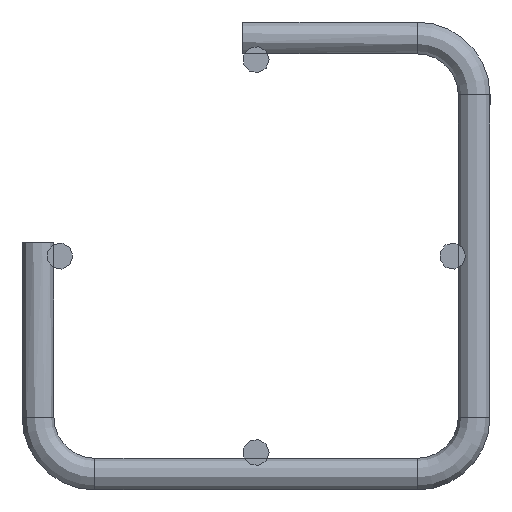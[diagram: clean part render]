
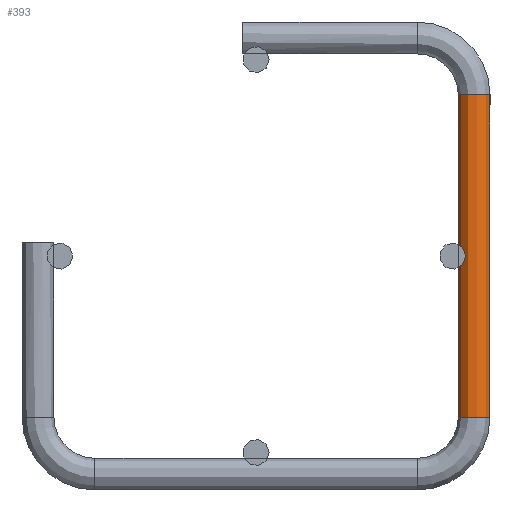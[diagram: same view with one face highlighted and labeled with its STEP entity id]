
A CAD part, left-side view. The second image highlights one B-rep face of the part: STEP entity #393.
In plain terms, the highlighted cylindrical face has radius 1.95 mm (diameter 3.9 mm), a full revolution.
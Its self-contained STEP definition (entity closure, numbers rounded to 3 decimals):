
#181=FACE_OUTER_BOUND('',#202,.T.);
#202=EDGE_LOOP('',(#340,#341,#342,#343,#344,#345));
#214=LINE('',#707,#222);
#222=VECTOR('',#555,1.95);
#237=CIRCLE('',#434,1.95);
#238=CIRCLE('',#435,1.95);
#239=CIRCLE('',#437,1.95);
#240=CIRCLE('',#438,1.95);
#261=VERTEX_POINT('',#700);
#262=VERTEX_POINT('',#702);
#263=VERTEX_POINT('',#706);
#264=VERTEX_POINT('',#708);
#289=EDGE_CURVE('',#261,#262,#237,.T.);
#290=EDGE_CURVE('',#262,#261,#238,.T.);
#291=EDGE_CURVE('',#262,#263,#214,.T.);
#292=EDGE_CURVE('',#263,#264,#239,.T.);
#293=EDGE_CURVE('',#264,#263,#240,.T.);
#340=ORIENTED_EDGE('',*,*,#290,.F.);
#341=ORIENTED_EDGE('',*,*,#291,.T.);
#342=ORIENTED_EDGE('',*,*,#292,.T.);
#343=ORIENTED_EDGE('',*,*,#293,.T.);
#344=ORIENTED_EDGE('',*,*,#291,.F.);
#345=ORIENTED_EDGE('',*,*,#289,.F.);
#376=CYLINDRICAL_SURFACE('',#436,1.95);
#393=ADVANCED_FACE('',(#181),#376,.T.);
#434=AXIS2_PLACEMENT_3D('',#703,#549,#550);
#435=AXIS2_PLACEMENT_3D('',#704,#551,#552);
#436=AXIS2_PLACEMENT_3D('',#705,#553,#554);
#437=AXIS2_PLACEMENT_3D('',#709,#556,#557);
#438=AXIS2_PLACEMENT_3D('',#710,#558,#559);
#549=DIRECTION('center_axis',(0.,0.,1.));
#550=DIRECTION('ref_axis',(-1.,0.,0.));
#551=DIRECTION('center_axis',(0.,0.,1.));
#552=DIRECTION('ref_axis',(-1.,0.,0.));
#553=DIRECTION('center_axis',(0.,0.,1.));
#554=DIRECTION('ref_axis',(-1.,0.,0.));
#555=DIRECTION('',(0.,0.,-1.));
#556=DIRECTION('center_axis',(0.,0.,1.));
#557=DIRECTION('ref_axis',(-1.,0.,0.));
#558=DIRECTION('center_axis',(0.,0.,1.));
#559=DIRECTION('ref_axis',(-1.,0.,0.));
#700=CARTESIAN_POINT('',(0.,-24.6,19.6));
#702=CARTESIAN_POINT('',(1.95,-26.55,19.6));
#703=CARTESIAN_POINT('Origin',(0.,-26.55,19.6));
#704=CARTESIAN_POINT('Origin',(0.,-26.55,19.6));
#705=CARTESIAN_POINT('Origin',(0.,-26.55,-19.6));
#706=CARTESIAN_POINT('',(1.95,-26.55,-19.6));
#707=CARTESIAN_POINT('',(1.95,-26.55,-19.6));
#708=CARTESIAN_POINT('',(0.,-24.6,-19.6));
#709=CARTESIAN_POINT('Origin',(0.,-26.55,-19.6));
#710=CARTESIAN_POINT('Origin',(0.,-26.55,-19.6));
